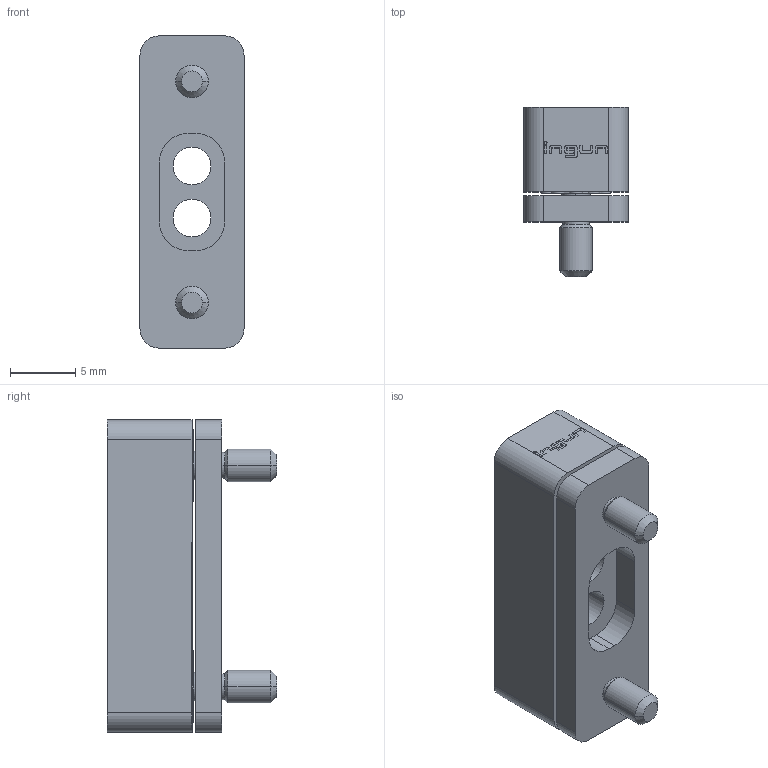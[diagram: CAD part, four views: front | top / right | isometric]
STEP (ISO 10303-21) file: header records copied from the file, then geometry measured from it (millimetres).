
FILE_DESCRIPTION (( 'STEP AP203' ), '1' );
FILE_NAME ('INGUN_HAS-807-2-S.STEP', '2023-05-23T11:22:56', ( '' ), ( '' ), 'SwSTEP 2.0', 'SolidWorks 2021', '' );
FILE_SCHEMA (( 'CONFIG_CONTROL_DESIGN' ));
Length unit declared in the file: millimetre
Products named in the file (1): INGUN_HAS-807-2-S
Bounding box: 8 x 13 x 24 mm (x, y, z)
Volume: 1420.9 mm3; surface area: 1531.1 mm2
Topology: 1 solids, 1 shells, 250 faces, 676 edges, 444 vertices
Faces by surface type: plane 120, cylinder 112, cone 18
Entity records: 7987 total; most frequent: DIRECTION 1412, CARTESIAN_POINT 1391, ORIENTED_EDGE 1344, EDGE_CURVE 672, AXIS2_PLACEMENT_3D 497, VERTEX_POINT 444, VECTOR 418, LINE 418
